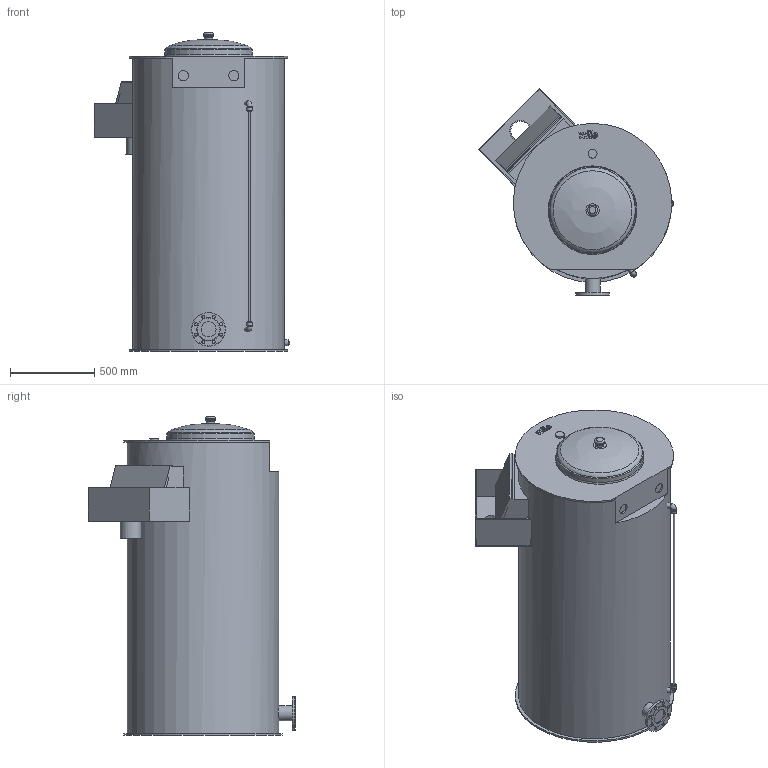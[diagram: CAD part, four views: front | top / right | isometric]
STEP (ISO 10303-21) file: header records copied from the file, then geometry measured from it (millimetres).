
FILE_DESCRIPTION(/* description */ (''),/* implementation_level */ '2;1');
FILE_NAME(/* name */ '3d_VBH800LRund-FLA-2528245.stp',/* time_stamp */ '2017-09-20T13:35:34+02:00',/* author */ ('Andrzej'),/* organization */ (''),/* preprocessor_version */ 'ST-DEVELOPER v16.13',/* originating_system */ 'AutoCAD Mechanical',/* authorisation */ '');
FILE_SCHEMA (('AUTOMOTIVE_DESIGN { 1 0 10303 214 3 1 1 }'));
Length unit declared in the file: millimetre
Products named in the file (1): Product
Bounding box: 1162.83 x 1229.53 x 1890 mm (x, y, z)
Volume: 1143621802.4 mm3; surface area: 7821877.6 mm2
Topology: 10 solids, 10 shells, 163 faces, 375 edges, 249 vertices
Faces by surface type: plane 91, cylinder 34, bspline 27, torus 7, cone 4
Full cylindrical faces by diameter (mm): 3 x1, 12 x1, 18 x8, 25 x2, 28 x1, 30 x2, 34 x2, 36 x1, 48 x1, 53 x1, 60 x2, 61 x1, 88.9 x2, 113 x1, 125 x1, 200 x1, 520 x1, 900 x1, 940 x1
Entity records: 4767 total; most frequent: CARTESIAN_POINT 1259, ORIENTED_EDGE 658, DIRECTION 651, EDGE_CURVE 329, VERTEX_POINT 245, EDGE_LOOP 244, AXIS2_PLACEMENT_3D 235, LINE 181
